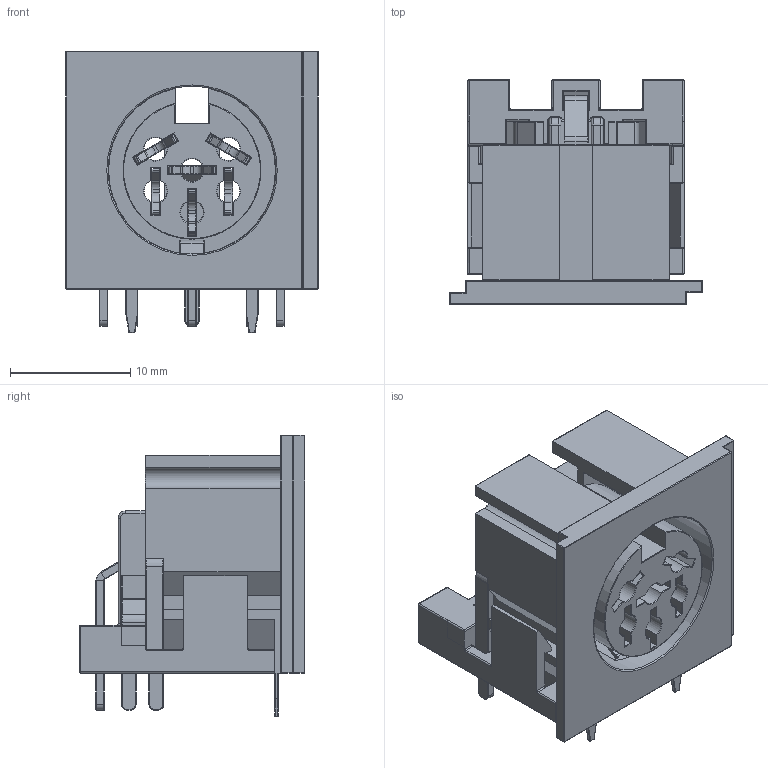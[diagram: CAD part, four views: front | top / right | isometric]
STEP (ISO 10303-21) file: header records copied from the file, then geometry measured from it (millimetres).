
FILE_DESCRIPTION(/* description */ (''),/* implementation_level */ '2;1');
FILE_NAME(/* name */ 'DIN 45322 C64 IEC serial port v3.step',/* time_stamp */ '2021-03-10T12:33:55+01:00',/* author */ (''),/* organization */ (''),/* preprocessor_version */ 'ST-DEVELOPER v18.1',/* originating_system */ 'Autodesk Translation Framework v9.10.0.1330',/* authorisation */ '');
FILE_SCHEMA (('AUTOMOTIVE_DESIGN { 1 0 10303 214 3 1 1 }'));
Length unit declared in the file: millimetre
Products named in the file (8): DIN 45322 C64 IEC serial port; Baseplate IEC; Pin3; Pin4_2; Pin5_1; Pin6; Gnd pins; Housing
Assembly tree (7 placements, depth 2):
  DIN 45322 C64 IEC serial port
    Baseplate IEC
    Pin3
    Pin4_2
    Pin5_1
    Pin6
    Gnd pins
    Housing
Bounding box: 21 x 18.8 x 23.44 mm (x, y, z)
Volume: 3278.4 mm3; surface area: 5634 mm2
Topology: 9 solids, 9 shells, 1752 faces, 4118 edges, 2374 vertices
Faces by surface type: cylinder 800, plane 528, torus 296, sphere 85, bspline 43
Full cylindrical faces by diameter (mm): 1 x1, 2 x2, 5.3 x1, 14 x1
Entity records: 51047 total; most frequent: CARTESIAN_POINT 10086, DIRECTION 9140, ORIENTED_EDGE 8224, EDGE_CURVE 4112, AXIS2_PLACEMENT_3D 3447, VERTEX_POINT 2374, LINE 2246, VECTOR 2246
